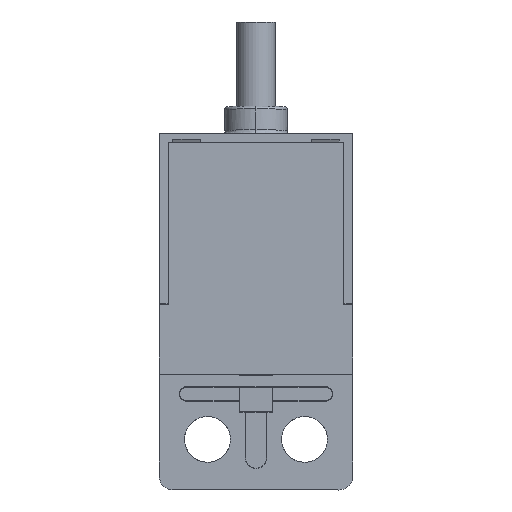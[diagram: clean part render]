
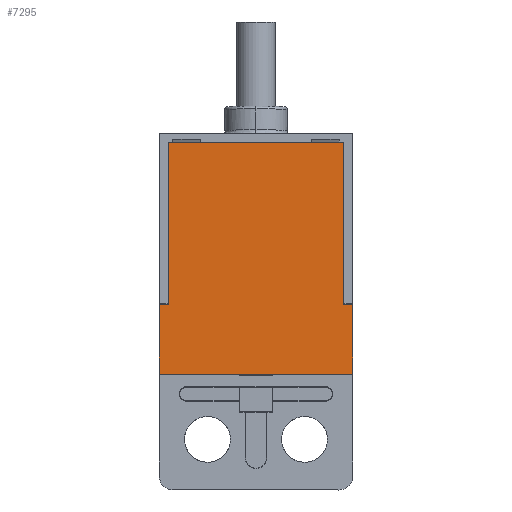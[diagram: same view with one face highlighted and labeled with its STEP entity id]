
A CAD part, front view. The second image highlights one B-rep face of the part: STEP entity #7295.
In plain terms, the highlighted planar face has unit normal (0, -1, 0).
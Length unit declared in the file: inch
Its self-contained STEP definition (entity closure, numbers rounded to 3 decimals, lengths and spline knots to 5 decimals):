
#49 = VERTEX_POINT ( 'NONE', #2423 ) ;
#240 = DIRECTION ( 'NONE',  ( 0., 0., 1. ) ) ;
#372 = CARTESIAN_POINT ( 'NONE',  ( 0.57795, -0.49803, 0.55812 ) ) ;
#781 = ORIENTED_EDGE ( 'NONE', *, *, #4194, .F. ) ;
#784 = DIRECTION ( 'NONE',  ( 0., 0., -1. ) ) ;
#786 = CARTESIAN_POINT ( 'NONE',  ( 1.0748, -0.49803, 0.10039 ) ) ;
#980 = CARTESIAN_POINT ( 'NONE',  ( 0.57795, -0.49803, 0.55709 ) ) ;
#1004 = EDGE_CURVE ( 'NONE', #5107, #5895, #6533, .T. ) ;
#1011 = FACE_OUTER_BOUND ( 'NONE', #4927, .T. ) ;
#1020 = EDGE_CURVE ( 'NONE', #5370, #2515, #7057, .T. ) ;
#1209 = DIRECTION ( 'NONE',  ( -1., 0., 0. ) ) ;
#1460 = AXIS2_PLACEMENT_3D ( 'NONE', #2260, #6524, #240 ) ;
#1513 = CARTESIAN_POINT ( 'NONE',  ( 0.55111, -0.49803, 0.40177 ) ) ;
#1543 = CARTESIAN_POINT ( 'NONE',  ( 1.10031, -0.49803, -0.09606 ) ) ;
#1547 = CARTESIAN_POINT ( 'NONE',  ( 1.07481, -0.49803, 0.55927 ) ) ;
#1561 = CARTESIAN_POINT ( 'NONE',  ( 1.10031, -0.49803, 0.40177 ) ) ;
#1598 = CARTESIAN_POINT ( 'NONE',  ( 0.58189, -0.49803, 0.56102 ) ) ;
#1667 = VECTOR ( 'NONE', #1209, 39.37008 ) ;
#1672 = DIRECTION ( 'NONE',  ( 0., 0., 1. ) ) ;
#1693 = CARTESIAN_POINT ( 'NONE',  ( 1.10031, -0.49803, 0.10039 ) ) ;
#1694 = DIRECTION ( 'NONE',  ( 1., 0., 0. ) ) ;
#1979 = EDGE_CURVE ( 'NONE', #6835, #7960, #4907, .T. ) ;
#2167 = CARTESIAN_POINT ( 'NONE',  ( 1.07481, -0.49803, 0.55707 ) ) ;
#2184 = CARTESIAN_POINT ( 'NONE',  ( 0.57838, -0.49803, 0.55914 ) ) ;
#2218 = LINE ( 'NONE', #1513, #5511 ) ;
#2260 = CARTESIAN_POINT ( 'NONE',  ( 0.81496, -0.49803, 0.40177 ) ) ;
#2305 = CARTESIAN_POINT ( 'NONE',  ( 1.07482, -0.49803, 0.16991 ) ) ;
#2423 = CARTESIAN_POINT ( 'NONE',  ( 1.07087, -0.49803, 0.56102 ) ) ;
#2443 = VERTEX_POINT ( 'NONE', #6595 ) ;
#2514 = EDGE_CURVE ( 'NONE', #5895, #5370, #2977, .T. ) ;
#2515 = VERTEX_POINT ( 'NONE', #1543 ) ;
#2686 = VECTOR ( 'NONE', #1694, 39.37008 ) ;
#2726 = VECTOR ( 'NONE', #4216, 39.37008 ) ;
#2775 = ORIENTED_EDGE ( 'NONE', *, *, #1020, .F. ) ;
#2967 = VERTEX_POINT ( 'NONE', #7354 ) ;
#2977 = LINE ( 'NONE', #6012, #2726 ) ;
#3059 = CARTESIAN_POINT ( 'NONE',  ( 1.07481, -0.49803, 0.10323 ) ) ;
#3084 = B_SPLINE_CURVE_WITH_KNOTS ( 'NONE', 3,
 ( #2167, #1547, #7122, #5845 ),
 .UNSPECIFIED., .F., .F.,
 ( 4, 4 ),
 ( 0., 1. ),
 .UNSPECIFIED. ) ;
#3199 = VERTEX_POINT ( 'NONE', #1598 ) ;
#3449 = CARTESIAN_POINT ( 'NONE',  ( 0.58086, -0.49803, 0.56102 ) ) ;
#3619 = EDGE_CURVE ( 'NONE', #3199, #49, #4217, .T. ) ;
#3656 = ORIENTED_EDGE ( 'NONE', *, *, #6053, .F. ) ;
#3773 = EDGE_CURVE ( 'NONE', #2515, #5668, #4901, .T. ) ;
#4071 = CARTESIAN_POINT ( 'NONE',  ( 0.57983, -0.49803, 0.5606 ) ) ;
#4096 = CARTESIAN_POINT ( 'NONE',  ( 0.81496, -0.49803, 0.56102 ) ) ;
#4194 = EDGE_CURVE ( 'NONE', #2443, #5107, #5949, .T. ) ;
#4216 = DIRECTION ( 'NONE',  ( 1., 0., 0. ) ) ;
#4217 = LINE ( 'NONE', #4096, #4288 ) ;
#4288 = VECTOR ( 'NONE', #6717, 39.37008 ) ;
#4423 = CARTESIAN_POINT ( 'NONE',  ( 0.81496, -0.49803, -0.09606 ) ) ;
#4542 = ORIENTED_EDGE ( 'NONE', *, *, #3773, .F. ) ;
#4639 = DIRECTION ( 'NONE',  ( 0., 0., -1. ) ) ;
#4670 = ORIENTED_EDGE ( 'NONE', *, *, #2514, .F. ) ;
#4715 = DIRECTION ( 'NONE',  ( 0., 0., 1. ) ) ;
#4805 = LINE ( 'NONE', #7304, #2686 ) ;
#4901 = LINE ( 'NONE', #4423, #1667 ) ;
#4907 = LINE ( 'NONE', #7135, #6647 ) ;
#4927 = EDGE_LOOP ( 'NONE', ( #5051, #781, #5182, #7423, #3656, #7507, #5287, #6183, #4542, #2775, #4670 ) ) ;
#5051 = ORIENTED_EDGE ( 'NONE', *, *, #1004, .F. ) ;
#5107 = VERTEX_POINT ( 'NONE', #3059 ) ;
#5182 = ORIENTED_EDGE ( 'NONE', *, *, #7692, .T. ) ;
#5212 = CARTESIAN_POINT ( 'NONE',  ( 0.57795, -0.49803, 0.55709 ) ) ;
#5285 = DIRECTION ( 'NONE',  ( 0., 0., -1. ) ) ;
#5287 = ORIENTED_EDGE ( 'NONE', *, *, #8097, .F. ) ;
#5370 = VERTEX_POINT ( 'NONE', #1693 ) ;
#5511 = VECTOR ( 'NONE', #4715, 39.37008 ) ;
#5668 = VERTEX_POINT ( 'NONE', #6634 ) ;
#5845 = CARTESIAN_POINT ( 'NONE',  ( 1.07087, -0.49803, 0.56102 ) ) ;
#5895 = VERTEX_POINT ( 'NONE', #786 ) ;
#5949 = LINE ( 'NONE', #2305, #8092 ) ;
#6012 = CARTESIAN_POINT ( 'NONE',  ( 0.81496, -0.49803, 0.10039 ) ) ;
#6053 = EDGE_CURVE ( 'NONE', #7960, #3199, #6418, .T. ) ;
#6183 = ORIENTED_EDGE ( 'NONE', *, *, #7356, .F. ) ;
#6380 = CARTESIAN_POINT ( 'NONE',  ( 0.57795, -0.49803, 0.10039 ) ) ;
#6418 = B_SPLINE_CURVE_WITH_KNOTS ( 'NONE', 3,
 ( #980, #372, #2184, #4071, #3449, #6577 ),
 .UNSPECIFIED., .F., .F.,
 ( 4, 2, 4 ),
 ( 0., 0.5, 1. ),
 .UNSPECIFIED. ) ;
#6524 = DIRECTION ( 'NONE',  ( 0., 1., 0. ) ) ;
#6533 = LINE ( 'NONE', #7224, #7684 ) ;
#6577 = CARTESIAN_POINT ( 'NONE',  ( 0.58189, -0.49803, 0.56102 ) ) ;
#6595 = CARTESIAN_POINT ( 'NONE',  ( 1.07481, -0.49803, 0.55707 ) ) ;
#6634 = CARTESIAN_POINT ( 'NONE',  ( 0.55111, -0.49803, -0.09606 ) ) ;
#6647 = VECTOR ( 'NONE', #1672, 39.37008 ) ;
#6717 = DIRECTION ( 'NONE',  ( 1., 0., 0. ) ) ;
#6835 = VERTEX_POINT ( 'NONE', #6380 ) ;
#7057 = LINE ( 'NONE', #1561, #7569 ) ;
#7122 = CARTESIAN_POINT ( 'NONE',  ( 1.07302, -0.49803, 0.56102 ) ) ;
#7135 = CARTESIAN_POINT ( 'NONE',  ( 0.57795, -0.49803, 0.40177 ) ) ;
#7224 = CARTESIAN_POINT ( 'NONE',  ( 1.0748, -0.49803, 0.36024 ) ) ;
#7295 = ADVANCED_FACE ( 'NONE', ( #1011 ), #7862, .F. ) ;
#7304 = CARTESIAN_POINT ( 'NONE',  ( 0.81496, -0.49803, 0.10039 ) ) ;
#7354 = CARTESIAN_POINT ( 'NONE',  ( 0.55111, -0.49803, 0.10039 ) ) ;
#7356 = EDGE_CURVE ( 'NONE', #5668, #2967, #2218, .T. ) ;
#7423 = ORIENTED_EDGE ( 'NONE', *, *, #3619, .F. ) ;
#7507 = ORIENTED_EDGE ( 'NONE', *, *, #1979, .F. ) ;
#7569 = VECTOR ( 'NONE', #5285, 39.37008 ) ;
#7684 = VECTOR ( 'NONE', #784, 39.37008 ) ;
#7692 = EDGE_CURVE ( 'NONE', #2443, #49, #3084, .T. ) ;
#7862 = PLANE ( 'NONE',  #1460 ) ;
#7960 = VERTEX_POINT ( 'NONE', #5212 ) ;
#8092 = VECTOR ( 'NONE', #4639, 39.37008 ) ;
#8097 = EDGE_CURVE ( 'NONE', #2967, #6835, #4805, .T. ) ;
